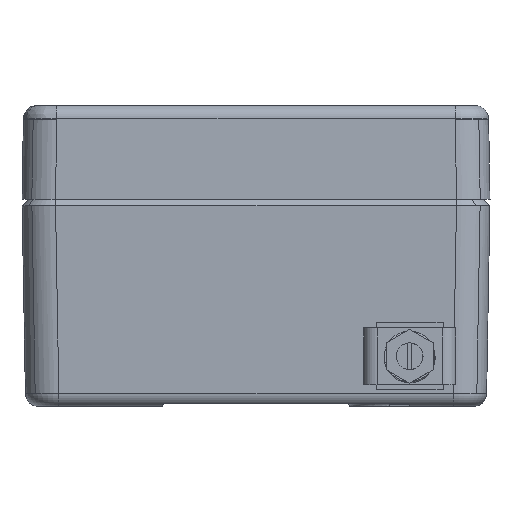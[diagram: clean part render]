
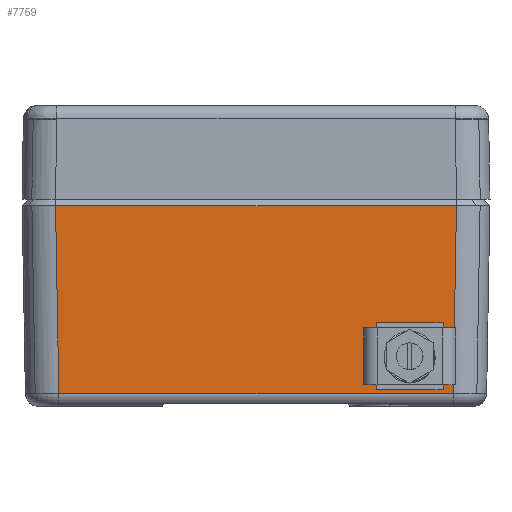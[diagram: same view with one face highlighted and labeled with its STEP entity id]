
A CAD part, left-side view. The second image highlights one B-rep face of the part: STEP entity #7759.
In plain terms, the highlighted planar face has unit normal (-1, 0, -0.018).
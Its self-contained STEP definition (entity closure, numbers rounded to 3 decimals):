
#7653=AXIS2_PLACEMENT_3D('Plane Axis2P3D',#7650,#7651,#7652) ;
#6852=CARTESIAN_POINT('Vertex',(13.395,64.983,30.)) ;
#6855=CARTESIAN_POINT('Line Origine',(13.395,35.,30.)) ;
#6859=CARTESIAN_POINT('Vertex',(13.395,5.017,30.)) ;
#7627=CARTESIAN_POINT('Line Origine',(13.401,64.977,29.648)) ;
#7631=CARTESIAN_POINT('Vertex',(13.883,64.495,2.)) ;
#7650=CARTESIAN_POINT('Axis2P3D Location',(13.377,70.,31.)) ;
#7656=CARTESIAN_POINT('Control Point',(13.884,5.507,1.93)) ;
#7657=CARTESIAN_POINT('Control Point',(13.884,5.508,1.93)) ;
#7658=CARTESIAN_POINT('Control Point',(13.884,5.51,1.93)) ;
#7659=CARTESIAN_POINT('Control Point',(13.884,5.512,1.93)) ;
#7660=CARTESIAN_POINT('Control Point',(13.884,5.514,1.93)) ;
#7661=CARTESIAN_POINT('Control Point',(13.884,5.515,1.93)) ;
#7662=CARTESIAN_POINT('Vertex',(13.884,5.507,1.93)) ;
#7664=CARTESIAN_POINT('Vertex',(13.884,5.515,1.93)) ;
#7667=CARTESIAN_POINT('Line Origine',(13.884,5.506,1.965)) ;
#7671=CARTESIAN_POINT('Vertex',(13.883,5.505,2.)) ;
#7674=CARTESIAN_POINT('Line Origine',(13.639,5.261,16.)) ;
#7679=CARTESIAN_POINT('Line Origine',(13.884,64.494,1.965)) ;
#7683=CARTESIAN_POINT('Vertex',(13.884,64.493,1.93)) ;
#7687=CARTESIAN_POINT('Control Point',(13.884,64.493,1.93)) ;
#7688=CARTESIAN_POINT('Control Point',(13.884,64.492,1.93)) ;
#7689=CARTESIAN_POINT('Control Point',(13.884,64.49,1.93)) ;
#7690=CARTESIAN_POINT('Control Point',(13.884,64.488,1.93)) ;
#7691=CARTESIAN_POINT('Control Point',(13.884,64.486,1.93)) ;
#7692=CARTESIAN_POINT('Control Point',(13.884,64.485,1.93)) ;
#7693=CARTESIAN_POINT('Vertex',(13.884,64.485,1.93)) ;
#7696=CARTESIAN_POINT('Line Origine',(13.884,35.,1.93)) ;
#7712=CARTESIAN_POINT('Control Point',(13.801,10.595,6.723)) ;
#7713=CARTESIAN_POINT('Control Point',(13.804,10.694,6.541)) ;
#7714=CARTESIAN_POINT('Control Point',(13.807,10.822,6.376)) ;
#7715=CARTESIAN_POINT('Control Point',(13.809,10.976,6.232)) ;
#7716=CARTESIAN_POINT('Control Point',(13.813,11.324,5.998)) ;
#7717=CARTESIAN_POINT('Control Point',(13.815,11.729,5.884)) ;
#7718=CARTESIAN_POINT('Control Point',(13.816,11.939,5.861)) ;
#7719=CARTESIAN_POINT('Control Point',(13.816,12.36,5.881)) ;
#7720=CARTESIAN_POINT('Control Point',(13.813,12.753,6.033)) ;
#7721=CARTESIAN_POINT('Control Point',(13.811,12.936,6.14)) ;
#7722=CARTESIAN_POINT('Control Point',(13.806,13.261,6.409)) ;
#7723=CARTESIAN_POINT('Control Point',(13.8,13.485,6.766)) ;
#7724=CARTESIAN_POINT('Control Point',(13.797,13.568,6.961)) ;
#7725=CARTESIAN_POINT('Control Point',(13.79,13.662,7.35)) ;
#7726=CARTESIAN_POINT('Control Point',(13.783,13.636,7.749)) ;
#7727=CARTESIAN_POINT('Control Point',(13.78,13.596,7.935)) ;
#7728=CARTESIAN_POINT('Control Point',(13.777,13.53,8.113)) ;
#7729=CARTESIAN_POINT('Control Point',(13.774,13.44,8.277)) ;
#7730=CARTESIAN_POINT('Vertex',(13.801,10.595,6.723)) ;
#7732=CARTESIAN_POINT('Vertex',(13.774,13.44,8.277)) ;
#7736=CARTESIAN_POINT('Control Point',(13.774,13.44,8.277)) ;
#7737=CARTESIAN_POINT('Control Point',(13.771,13.341,8.459)) ;
#7738=CARTESIAN_POINT('Control Point',(13.768,13.213,8.624)) ;
#7739=CARTESIAN_POINT('Control Point',(13.765,13.059,8.768)) ;
#7740=CARTESIAN_POINT('Control Point',(13.761,12.711,9.002)) ;
#7741=CARTESIAN_POINT('Control Point',(13.759,12.306,9.116)) ;
#7742=CARTESIAN_POINT('Control Point',(13.759,12.096,9.139)) ;
#7743=CARTESIAN_POINT('Control Point',(13.759,11.675,9.119)) ;
#7744=CARTESIAN_POINT('Control Point',(13.762,11.281,8.967)) ;
#7745=CARTESIAN_POINT('Control Point',(13.764,11.099,8.86)) ;
#7746=CARTESIAN_POINT('Control Point',(13.768,10.774,8.591)) ;
#7747=CARTESIAN_POINT('Control Point',(13.774,10.55,8.234)) ;
#7748=CARTESIAN_POINT('Control Point',(13.778,10.467,8.039)) ;
#7749=CARTESIAN_POINT('Control Point',(13.785,10.373,7.65)) ;
#7750=CARTESIAN_POINT('Control Point',(13.792,10.399,7.251)) ;
#7751=CARTESIAN_POINT('Control Point',(13.795,10.439,7.065)) ;
#7752=CARTESIAN_POINT('Control Point',(13.798,10.505,6.887)) ;
#7753=CARTESIAN_POINT('Control Point',(13.801,10.595,6.723)) ;
#6856=DIRECTION('Vector Direction',(0.,-1.,0.)) ;
#7628=DIRECTION('Vector Direction',(0.017,-0.017,-1.)) ;
#7651=DIRECTION('Axis2P3D Direction',(-1.,0.,-0.017)) ;
#7652=DIRECTION('Axis2P3D XDirection',(0.017,0.,-1.)) ;
#7668=DIRECTION('Vector Direction',(0.017,0.017,-1.)) ;
#7675=DIRECTION('Vector Direction',(0.017,0.017,-1.)) ;
#7680=DIRECTION('Vector Direction',(-0.017,0.017,1.)) ;
#7697=DIRECTION('Vector Direction',(0.,-1.,0.)) ;
#6857=VECTOR('Line Direction',#6856,1.) ;
#7629=VECTOR('Line Direction',#7628,1.) ;
#7669=VECTOR('Line Direction',#7668,1.) ;
#7676=VECTOR('Line Direction',#7675,1.) ;
#7681=VECTOR('Line Direction',#7680,1.) ;
#7698=VECTOR('Line Direction',#7697,1.) ;
#7702=ORIENTED_EDGE('',*,*,#7666,.F.) ;
#7703=ORIENTED_EDGE('',*,*,#7673,.F.) ;
#7704=ORIENTED_EDGE('',*,*,#7678,.F.) ;
#7705=ORIENTED_EDGE('',*,*,#6861,.F.) ;
#7706=ORIENTED_EDGE('',*,*,#7633,.F.) ;
#7707=ORIENTED_EDGE('',*,*,#7685,.T.) ;
#7708=ORIENTED_EDGE('',*,*,#7695,.T.) ;
#7709=ORIENTED_EDGE('',*,*,#7700,.T.) ;
#7756=ORIENTED_EDGE('',*,*,#7734,.T.) ;
#7757=ORIENTED_EDGE('',*,*,#7754,.T.) ;
#7758=FACE_BOUND('',#7755,.T.) ;
#7759=ADVANCED_FACE('Body',(#7710,#7758),#7654,.T.) ;
#7655=B_SPLINE_CURVE_WITH_KNOTS('',5,(#7656,#7657,#7658,#7659,#7660,#7661),.UNSPECIFIED.,.F.,.U.,(6,6),(0.167,0.177),.UNSPECIFIED.) ;
#7686=B_SPLINE_CURVE_WITH_KNOTS('',5,(#7687,#7688,#7689,#7690,#7691,#7692),.UNSPECIFIED.,.F.,.U.,(6,6),(0.167,0.177),.UNSPECIFIED.) ;
#7711=B_SPLINE_CURVE_WITH_KNOTS('',5,(#7712,#7713,#7714,#7715,#7716,#7717,#7718,#7719,#7720,#7721,#7722,#7723,#7724,#7725,#7726,#7727,#7728,#7729),.UNSPECIFIED.,.F.,.U.,(6,3,3,3,3,6),(0.,1.462,2.933,4.404,5.876,7.202),.UNSPECIFIED.) ;
#7735=B_SPLINE_CURVE_WITH_KNOTS('',5,(#7736,#7737,#7738,#7739,#7740,#7741,#7742,#7743,#7744,#7745,#7746,#7747,#7748,#7749,#7750,#7751,#7752,#7753),.UNSPECIFIED.,.F.,.U.,(6,3,3,3,3,6),(0.,1.462,2.933,4.404,5.876,7.202),.UNSPECIFIED.) ;
#6861=EDGE_CURVE('',#6853,#6860,#6858,.T.) ;
#7633=EDGE_CURVE('',#7632,#6853,#7630,.F.) ;
#7666=EDGE_CURVE('',#7663,#7665,#7655,.T.) ;
#7673=EDGE_CURVE('',#7672,#7663,#7670,.T.) ;
#7678=EDGE_CURVE('',#6860,#7672,#7677,.T.) ;
#7685=EDGE_CURVE('',#7632,#7684,#7682,.F.) ;
#7695=EDGE_CURVE('',#7684,#7694,#7686,.T.) ;
#7700=EDGE_CURVE('',#7694,#7665,#7699,.T.) ;
#7734=EDGE_CURVE('',#7731,#7733,#7711,.T.) ;
#7754=EDGE_CURVE('',#7733,#7731,#7735,.T.) ;
#7701=EDGE_LOOP('',(#7702,#7703,#7704,#7705,#7706,#7707,#7708,#7709)) ;
#7755=EDGE_LOOP('',(#7756,#7757)) ;
#7710=FACE_OUTER_BOUND('',#7701,.T.) ;
#6858=LINE('Line',#6855,#6857) ;
#7630=LINE('Line',#7627,#7629) ;
#7670=LINE('Line',#7667,#7669) ;
#7677=LINE('Line',#7674,#7676) ;
#7682=LINE('Line',#7679,#7681) ;
#7699=LINE('Line',#7696,#7698) ;
#7654=PLANE('',#7653) ;
#6853=VERTEX_POINT('',#6852) ;
#6860=VERTEX_POINT('',#6859) ;
#7632=VERTEX_POINT('',#7631) ;
#7663=VERTEX_POINT('',#7662) ;
#7665=VERTEX_POINT('',#7664) ;
#7672=VERTEX_POINT('',#7671) ;
#7684=VERTEX_POINT('',#7683) ;
#7694=VERTEX_POINT('',#7693) ;
#7731=VERTEX_POINT('',#7730) ;
#7733=VERTEX_POINT('',#7732) ;
